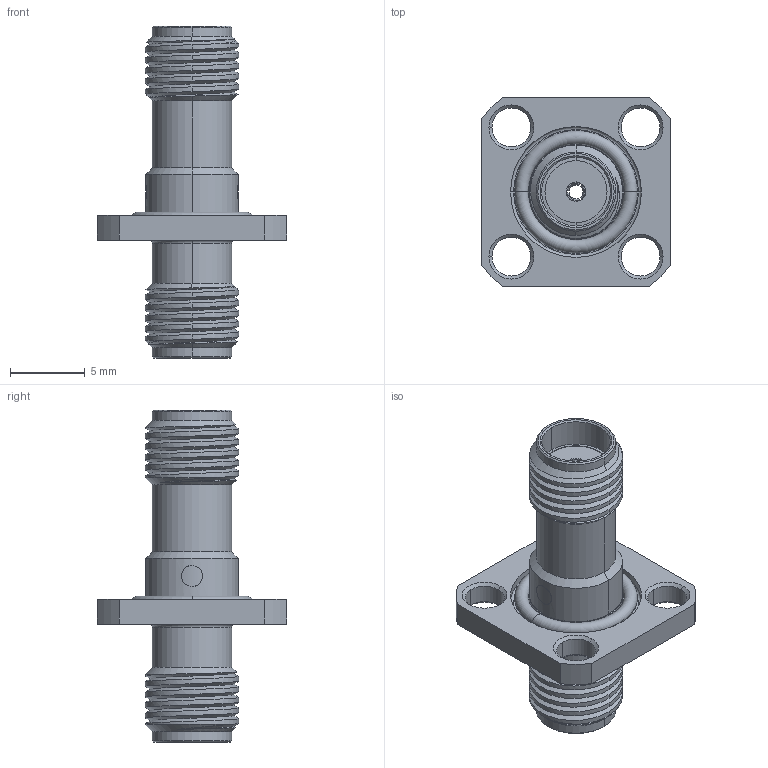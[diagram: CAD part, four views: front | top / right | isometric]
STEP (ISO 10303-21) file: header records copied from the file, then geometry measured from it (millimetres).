
FILE_DESCRIPTION (( 'STEP AP214' ), '1' );
FILE_NAME ('30-506-J3-IP68.STEP', '2024-08-12T09:13:57', ( '' ), ( '' ), 'SwSTEP 2.0', 'SolidWorks 2024', '' );
FILE_SCHEMA (( 'AUTOMOTIVE_DESIGN' ));
Length unit declared in the file: millimetre
Products named in the file (1): 30-506-J3-IP68
Bounding box: 12.7 x 12.7 x 22.2 mm (x, y, z)
Surface area: 1075.4 mm2 (no closed solid volume)
Topology: 0 solids, 12 shells, 143 faces, 374 edges, 246 vertices
Faces by surface type: cylinder 65, cone 47, plane 17, torus 10, bspline 4
Entity records: 5658 total; most frequent: CARTESIAN_POINT 2208, DIRECTION 746, ORIENTED_EDGE 691, EDGE_CURVE 374, AXIS2_PLACEMENT_3D 310, VERTEX_POINT 246, CIRCLE 170, EDGE_LOOP 160
